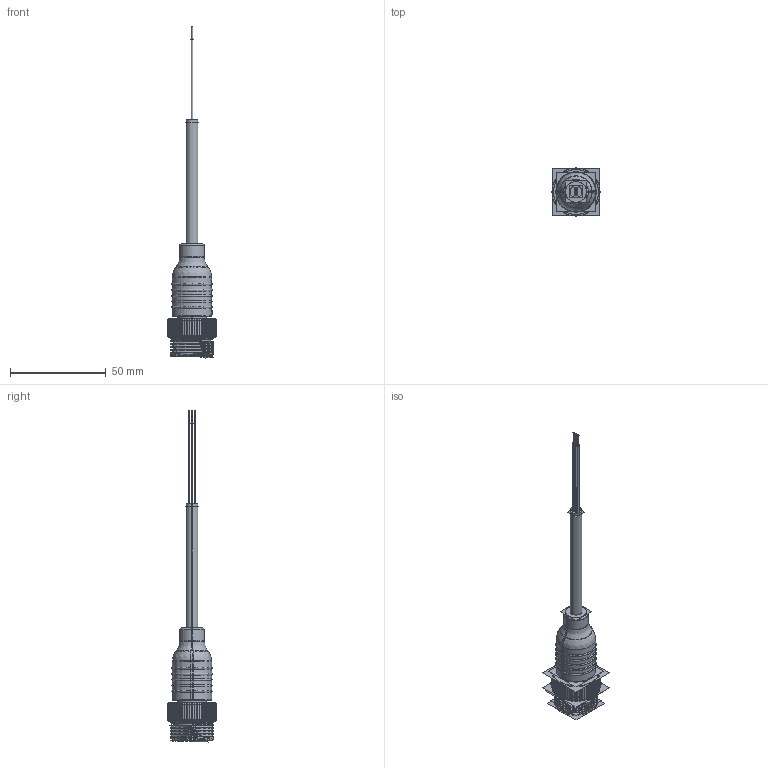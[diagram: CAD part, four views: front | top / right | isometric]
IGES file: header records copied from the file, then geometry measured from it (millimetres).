
Start section:  PTC IGES file: 247633_sm01.igs
Global section: file name: 247633_sm01.igs; native system: Creo Parametric by PTC Inc.; preprocessor: 2022414; author: banengservice; organization: Unknown; date: 20260330.115908; units: millimetre
Bounding box: 25.05 x 25.05 x 173.07 mm (x, y, z)
Volume: 18600.5 mm3; surface area: 43520.6 mm2
Topology: 2 solids, 2 shells, 630 faces, 3238 edges, 4085 vertices
Faces by surface type: revolution 328, bspline 302
